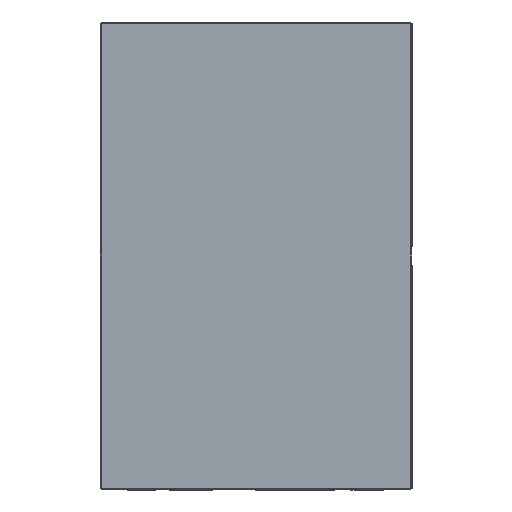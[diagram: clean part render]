
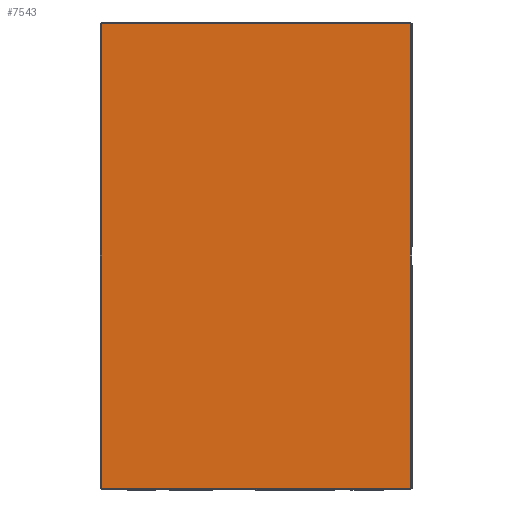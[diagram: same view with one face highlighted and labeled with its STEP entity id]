
A CAD part, left-side view. The second image highlights one B-rep face of the part: STEP entity #7543.
In plain terms, the highlighted planar face has unit normal (-1, 0, 0).
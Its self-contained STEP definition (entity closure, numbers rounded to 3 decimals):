
#88=PLANE('',#8004);
#516=FACE_OUTER_BOUND('',#936,.T.);
#936=EDGE_LOOP('',(#6532,#6533,#6534,#6535));
#2060=LINE('',#29293,#2487);
#2063=LINE('',#29297,#2490);
#2070=LINE('',#29311,#2497);
#2071=LINE('',#29313,#2498);
#2487=VECTOR('',#9175,10.);
#2490=VECTOR('',#9180,10.);
#2497=VECTOR('',#9199,10.);
#2498=VECTOR('',#9202,10.);
#3214=VERTEX_POINT('',#29257);
#3215=VERTEX_POINT('',#29265);
#3218=VERTEX_POINT('',#29273);
#3222=VERTEX_POINT('',#29289);
#4333=EDGE_CURVE('',#3215,#3222,#2060,.T.);
#4336=EDGE_CURVE('',#3222,#3218,#2063,.T.);
#4343=EDGE_CURVE('',#3218,#3214,#2070,.T.);
#4344=EDGE_CURVE('',#3214,#3215,#2071,.T.);
#6532=ORIENTED_EDGE('',*,*,#4333,.F.);
#6533=ORIENTED_EDGE('',*,*,#4344,.F.);
#6534=ORIENTED_EDGE('',*,*,#4343,.F.);
#6535=ORIENTED_EDGE('',*,*,#4336,.F.);
#7543=ADVANCED_FACE('',(#516),#88,.T.);
#8004=AXIS2_PLACEMENT_3D('',#29316,#9207,#9208);
#9175=DIRECTION('',(0.,1.,0.));
#9180=DIRECTION('',(0.,0.,1.));
#9199=DIRECTION('',(0.,-1.,0.));
#9202=DIRECTION('',(0.,0.,-1.));
#9207=DIRECTION('center_axis',(-1.,0.,0.));
#9208=DIRECTION('ref_axis',(0.,-1.,0.));
#29257=CARTESIAN_POINT('',(0.,0.2,59.8));
#29265=CARTESIAN_POINT('',(0.,0.2,0.2));
#29273=CARTESIAN_POINT('',(0.,39.8,59.8));
#29289=CARTESIAN_POINT('',(0.,39.8,0.2));
#29293=CARTESIAN_POINT('',(0.,30.,0.2));
#29297=CARTESIAN_POINT('',(0.,39.8,0.));
#29311=CARTESIAN_POINT('',(0.,30.,59.8));
#29313=CARTESIAN_POINT('',(0.,0.2,0.));
#29316=CARTESIAN_POINT('Origin',(0.,40.,0.));
